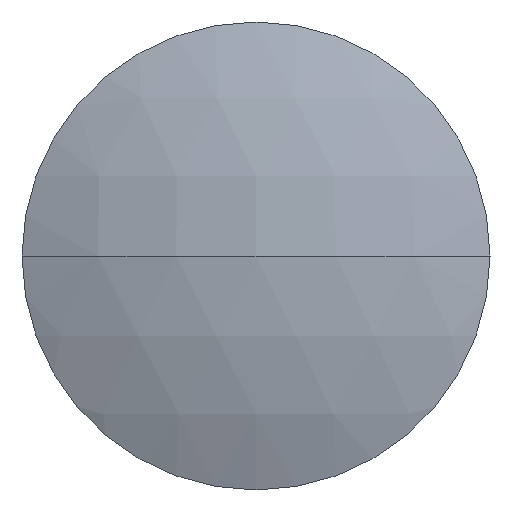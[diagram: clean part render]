
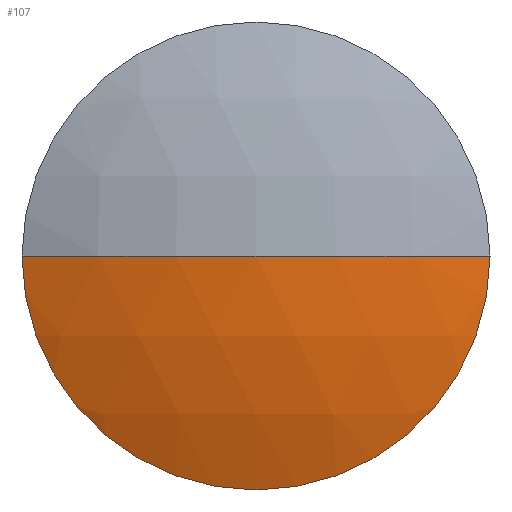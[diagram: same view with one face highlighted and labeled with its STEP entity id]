
A CAD part, left-side view. The second image highlights one B-rep face of the part: STEP entity #107.
In plain terms, the highlighted spherical face has radius 33.4 mm.
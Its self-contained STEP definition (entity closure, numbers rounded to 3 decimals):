
#1 = AXIS2_PLACEMENT_3D ( 'NONE', #93, #137, #79 ) ;
#6 = CARTESIAN_POINT ( 'NONE',  ( 125.027, 65.217, 0. ) ) ;
#10 = CIRCLE ( 'NONE', #1, 33.4 ) ;
#19 = CARTESIAN_POINT ( 'NONE',  ( 155.999, 65.217, 0. ) ) ;
#20 = DIRECTION ( 'NONE',  ( 0., -1., 0. ) ) ;
#23 = DIRECTION ( 'NONE',  ( -1., 0., 0. ) ) ;
#38 = DIRECTION ( 'NONE',  ( 1., 0., 0. ) ) ;
#45 = VERTEX_POINT ( 'NONE', #56 ) ;
#46 = ORIENTED_EDGE ( 'NONE', *, *, #153, .F. ) ;
#52 = DIRECTION ( 'NONE',  ( 0., 0., 1. ) ) ;
#56 = CARTESIAN_POINT ( 'NONE',  ( 122.599, 65.217, 0. ) ) ;
#57 = VERTEX_POINT ( 'NONE', #192 ) ;
#59 = CIRCLE ( 'NONE', #134, 12.5 ) ;
#61 = ORIENTED_EDGE ( 'NONE', *, *, #167, .T. ) ;
#77 = CIRCLE ( 'NONE', #112, 33.4 ) ;
#79 = DIRECTION ( 'NONE',  ( 0., 1., 0. ) ) ;
#93 = CARTESIAN_POINT ( 'NONE',  ( 155.999, 65.217, 0. ) ) ;
#103 = ORIENTED_EDGE ( 'NONE', *, *, #147, .T. ) ;
#107 = ADVANCED_FACE ( 'NONE', ( #113 ), #168, .T. ) ;
#112 = AXIS2_PLACEMENT_3D ( 'NONE', #19, #52, #38 ) ;
#113 = FACE_OUTER_BOUND ( 'NONE', #165, .T. ) ;
#134 = AXIS2_PLACEMENT_3D ( 'NONE', #6, #23, #20 ) ;
#137 = DIRECTION ( 'NONE',  ( 0., 0., -1. ) ) ;
#138 = DIRECTION ( 'NONE',  ( 0., 0., -1. ) ) ;
#147 = EDGE_CURVE ( 'NONE', #183, #45, #10, .T. ) ;
#153 = EDGE_CURVE ( 'NONE', #57, #45, #77, .T. ) ;
#154 = DIRECTION ( 'NONE',  ( 0., 1., 0. ) ) ;
#165 = EDGE_LOOP ( 'NONE', ( #61, #103, #46 ) ) ;
#167 = EDGE_CURVE ( 'NONE', #57, #183, #59, .T. ) ;
#168 = SPHERICAL_SURFACE ( 'NONE', #182, 33.4 ) ;
#177 = CARTESIAN_POINT ( 'NONE',  ( 155.999, 65.217, 0. ) ) ;
#182 = AXIS2_PLACEMENT_3D ( 'NONE', #177, #138, #154 ) ;
#183 = VERTEX_POINT ( 'NONE', #187 ) ;
#187 = CARTESIAN_POINT ( 'NONE',  ( 125.027, 52.717, 0. ) ) ;
#192 = CARTESIAN_POINT ( 'NONE',  ( 125.027, 77.717, 0. ) ) ;
